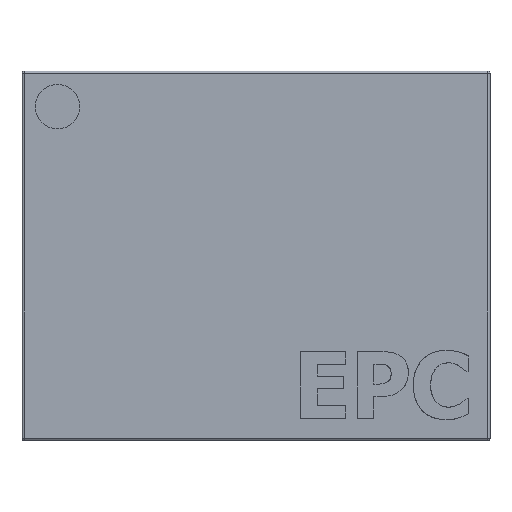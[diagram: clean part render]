
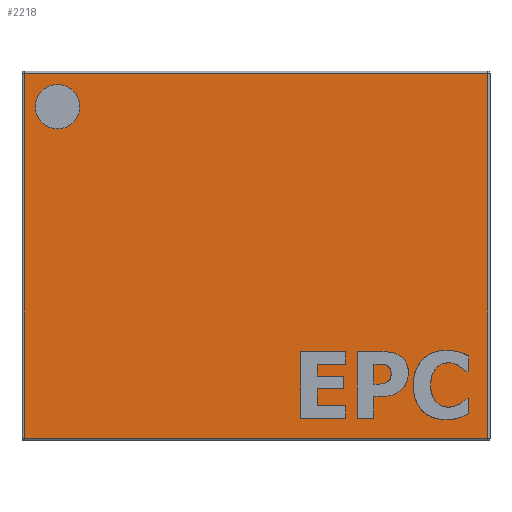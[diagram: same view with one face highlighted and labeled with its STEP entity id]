
A CAD part, top view. The second image highlights one B-rep face of the part: STEP entity #2218.
In plain terms, the highlighted planar face has unit normal (0, 0, 1).
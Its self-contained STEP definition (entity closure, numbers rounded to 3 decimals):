
#136=PLANE('',#2513);
#195=LINE('',#3375,#376);
#199=LINE('',#3391,#380);
#202=LINE('',#3395,#383);
#208=LINE('',#3410,#389);
#376=VECTOR('',#2740,10.);
#380=VECTOR('',#2758,10.);
#383=VECTOR('',#2763,10.);
#389=VECTOR('',#2779,10.);
#603=FACE_OUTER_BOUND('',#748,.T.);
#748=EDGE_LOOP('',(#1577,#1578,#1579,#1580));
#982=VERTEX_POINT('',#3357);
#983=VERTEX_POINT('',#3361);
#986=VERTEX_POINT('',#3368);
#993=VERTEX_POINT('',#3387);
#1197=EDGE_CURVE('',#986,#982,#195,.T.);
#1205=EDGE_CURVE('',#983,#993,#199,.T.);
#1208=EDGE_CURVE('',#993,#986,#202,.T.);
#1216=EDGE_CURVE('',#982,#983,#208,.T.);
#1577=ORIENTED_EDGE('',*,*,#1205,.F.);
#1578=ORIENTED_EDGE('',*,*,#1216,.F.);
#1579=ORIENTED_EDGE('',*,*,#1197,.F.);
#1580=ORIENTED_EDGE('',*,*,#1208,.F.);
#2218=ADVANCED_FACE('',(#603),#136,.T.);
#2513=AXIS2_PLACEMENT_3D('',#3424,#2796,#2797);
#2740=DIRECTION('',(0.,-1.,0.));
#2758=DIRECTION('',(0.,1.,0.));
#2763=DIRECTION('',(1.,0.,0.));
#2779=DIRECTION('',(-1.,0.,0.));
#2796=DIRECTION('center_axis',(0.,0.,1.));
#2797=DIRECTION('ref_axis',(1.,0.,0.));
#3357=CARTESIAN_POINT('',(1.043,-0.821,0.815));
#3361=CARTESIAN_POINT('',(-1.043,-0.821,0.815));
#3368=CARTESIAN_POINT('',(1.043,0.821,0.815));
#3375=CARTESIAN_POINT('',(1.043,0.,0.815));
#3387=CARTESIAN_POINT('',(-1.043,0.821,0.815));
#3391=CARTESIAN_POINT('',(-1.043,0.,0.815));
#3395=CARTESIAN_POINT('',(-0.527,0.821,0.815));
#3410=CARTESIAN_POINT('',(-0.527,-0.821,0.815));
#3424=CARTESIAN_POINT('Origin',(-1.053,0.,0.815));
